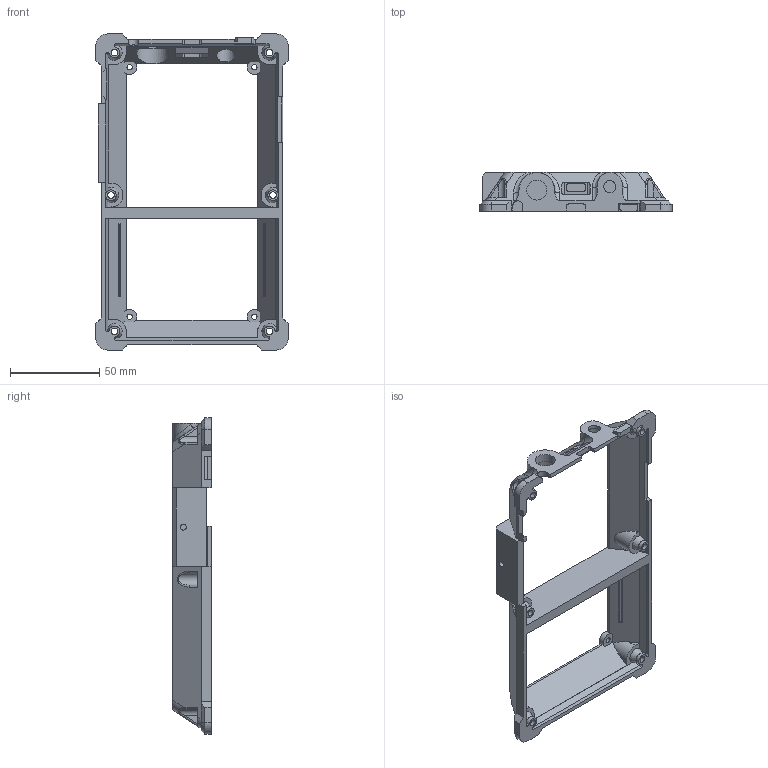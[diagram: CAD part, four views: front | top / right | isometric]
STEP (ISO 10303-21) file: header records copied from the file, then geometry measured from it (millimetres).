
FILE_DESCRIPTION(/* description */ ('Unknown'),/* implementation_level */ '2;1');
FILE_NAME(/* name */ 'Custom_back_v.4_model_C',/* time_stamp */ '2025-06-25T13:54:26-07:00',/* author */ ('Unknown'),/* organization */ ('Unknown'),/* preprocessor_version */ 'ST-DEVELOPER v19.4',/* originating_system */ 'Solid Edge',/* authorisation */ 'Unknown');
FILE_SCHEMA (('AUTOMOTIVE_DESIGN {1 0 10303 214 3 1 1}'));
Length unit declared in the file: millimetre
Products named in the file (1): Custom_back_v.4_model_C
Bounding box: 107.9 x 21.75 x 177.38 mm (x, y, z)
Volume: 57386.5 mm3; surface area: 35874.6 mm2
Topology: 1 solids, 1 shells, 351 faces, 964 edges, 629 vertices
Faces by surface type: plane 188, cylinder 127, bspline 26, cone 10
Full cylindrical faces by diameter (mm): 3 x4, 3.3 x1, 3.7 x6, 4.1 x3, 6 x8, 10.5 x1, 11.2 x1
Entity records: 11466 total; most frequent: CARTESIAN_POINT 2669, ORIENTED_EDGE 1844, DIRECTION 1775, EDGE_CURVE 922, VERTEX_POINT 613, AXIS2_PLACEMENT_3D 606, LINE 563, VECTOR 563
